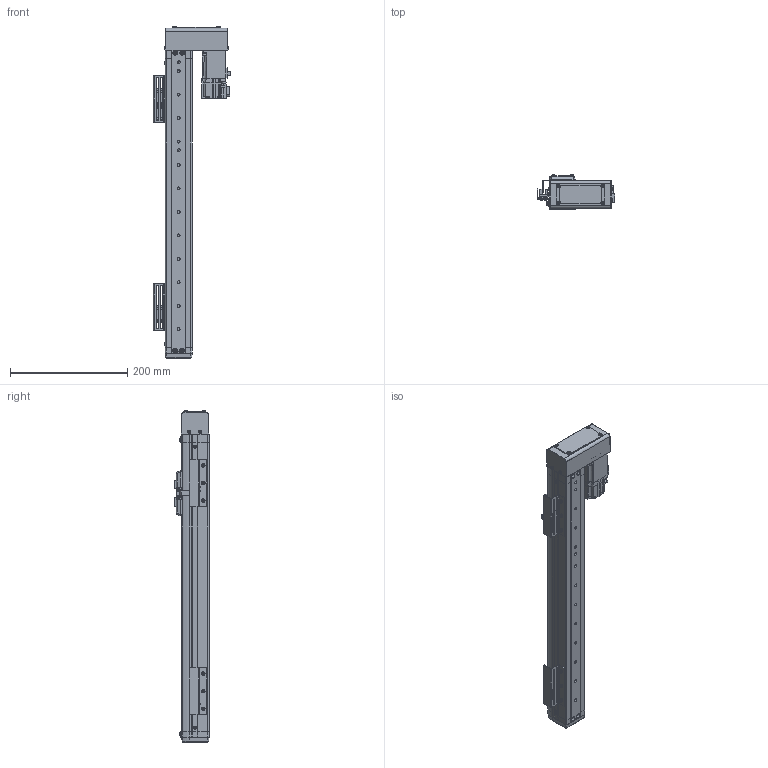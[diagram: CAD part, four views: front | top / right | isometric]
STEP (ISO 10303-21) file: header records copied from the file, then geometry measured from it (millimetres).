
FILE_DESCRIPTION (( 'STEP AP203' ), '1' );
FILE_NAME ('MA40-XXX-PR-350-XX-SL-OF_憮爾賅攪辨.STEP', '2020-08-25T07:39:05', ( '彌營遵' ), ( '' ), 'SwSTEP 2.0', 'SolidWorks 2013', '' );
FILE_SCHEMA (( 'CONFIG_CONTROL_DESIGN' ));
Length unit declared in the file: millimetre
Products named in the file (34): MA40_SENSOR DOG ASSY; CARRIER COVER(P)_ル遽; hg-kr13_; BEARING CAP_ル遽; countersunk flat cross head screw_ks_KS 1023 FC- M3 x 5-N; MA Sensor Brk_ル遽; TENSION BLOCK(P)_ル遽; DEMPER; socket head cap screw_ks_KS 1003 - M3 x 10 x 10-N; EE-SX-674(奢辨 撫憮)_ル遽; TENSION PRATE(P)_ル遽; BALL NUT; 渠蘆 犒餌MA40 SIDE COVER-350_11_ル遽; socket head cap screw_ks_KS 1003 - M3 x 5 x 5-N; MA40 FPC 唯衛璽(P)_ル遽; MA40 SIDE COVER-350_1_ル遽; MA40 LM GUIDE(P)-350_ル遽; MA40-XXX-PR-350-XX-SL-OF_憮爾賅攪辨; spring lock washer_ks_KS 1324 - M3; pan cross head_ks_KS 1023 PC- M3 x 5-N; MA40 STEEL BELT-350_ル遽; 12WN-SS-ZZ-block(P)_賥飶; MA奢辨 SENSOR_3; socket head cap screw_ks_KS 1003 - M4 x 20 x 20-N; STEEL BELT FIX(P)_ル遽; bearing housing(堅薑)(P); MA奢辨 SENSOR_4; FRONT PRATE ASSY(PR); FRONT PLATE_ル遽; bearing housing(雖雖)_ル遽; SENSOR DOG(046)(P)_ル遽; END COVER(046)(P)_ル遽; FRONT PLATE COVER_ル遽; CARRIER_ル遽
Assembly tree (77 placements, depth 3):
  MA40-XXX-PR-350-XX-SL-OF_憮爾賅攪辨
    MA40 LM GUIDE(P)-350_ル遽
    12WN-SS-ZZ-block(P)_賥飶
    bearing housing(堅薑)(P)
    bearing housing(雖雖)_ル遽
    CARRIER_ル遽
    BEARING CAP_ル遽
    DEMPER
    BALL NUT
    MA40 SIDE COVER-350_1_ル遽
    MA40 STEEL BELT-350_ル遽
    STEEL BELT FIX(P)_ル遽  x2
    FRONT PRATE ASSY(PR)
      FRONT PLATE_ル遽
      FRONT PLATE COVER_ル遽
      hg-kr13_
      TENSION BLOCK(P)_ル遽
      TENSION PRATE(P)_ル遽
      MA40 FPC 唯衛璽(P)_ル遽
      pan cross head_ks_KS 1023 PC- M3 x 5-N  x8
      socket head cap screw_ks_KS 1003 - M4 x 20 x 20-N  x2
    END COVER(046)(P)_ル遽
    CARRIER COVER(P)_ル遽
    MA奢辨 SENSOR_3
      MA Sensor Brk_ル遽
      EE-SX-674(奢辨 撫憮)_ル遽  x2
      socket head cap screw_ks_KS 1003 - M3 x 5 x 5-N  x7
      spring lock washer_ks_KS 1324 - M3  x3
    MA奢辨 SENSOR_4
      MA Sensor Brk_ル遽
      EE-SX-674(奢辨 撫憮)_ル遽
      socket head cap screw_ks_KS 1003 - M3 x 5 x 5-N  x5
      spring lock washer_ks_KS 1324 - M3  x3
    MA40_SENSOR DOG ASSY
      SENSOR DOG(046)(P)_ル遽
      spring lock washer_ks_KS 1324 - M3  x2
      socket head cap screw_ks_KS 1003 - M3 x 5 x 5-N  x2
    pan cross head_ks_KS 1023 PC- M3 x 5-N  x8
    countersunk flat cross head screw_ks_KS 1023 FC- M3 x 5-N  x2
    socket head cap screw_ks_KS 1003 - M3 x 10 x 10-N  x4
    渠蘆 犒餌MA40 SIDE COVER-350_11_ル遽
Bounding box: 132 x 58.5 x 565.95 mm (x, y, z)
Volume: 594267.1 mm3; surface area: 367509.1 mm2
Topology: 73 solids, 73 shells, 3105 faces, 7765 edges, 4845 vertices
Faces by surface type: plane 1587, cylinder 755, cone 322, bspline 209, torus 190, sphere 42
Entity records: 74116 total; most frequent: CARTESIAN_POINT 24371, ORIENTED_EDGE 9518, DIRECTION 8746, EDGE_CURVE 4759, VERTEX_POINT 3098, LINE 2938, VECTOR 2938, AXIS2_PLACEMENT_3D 2904
